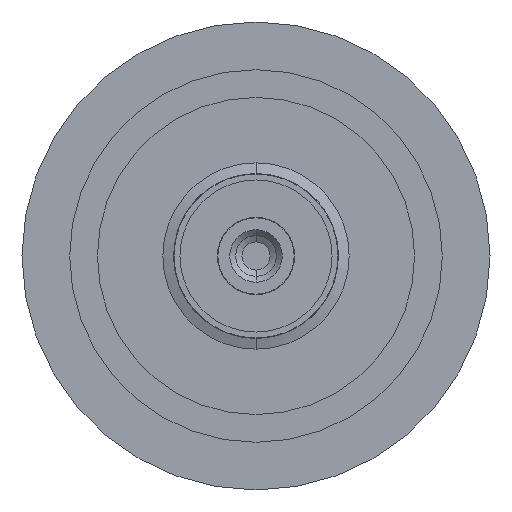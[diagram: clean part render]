
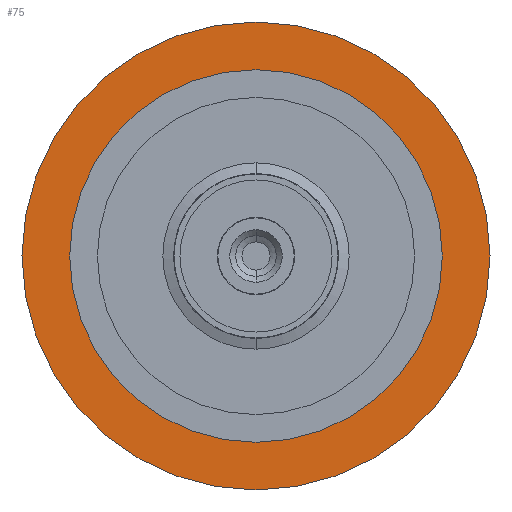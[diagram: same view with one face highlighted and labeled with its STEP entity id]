
A CAD part, front view. The second image highlights one B-rep face of the part: STEP entity #75.
In plain terms, the highlighted planar face has unit normal (0, -1, 0).
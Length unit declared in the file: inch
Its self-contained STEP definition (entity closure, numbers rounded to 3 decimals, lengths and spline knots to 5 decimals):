
#75 = ADVANCED_FACE ( 'NONE', ( #2040, #3069 ), #2496, .F. ) ;
#557 = CARTESIAN_POINT ( 'NONE',  ( 0., 0.52221, 0. ) ) ;
#558 = DIRECTION ( 'NONE',  ( 0., 1., 0. ) ) ;
#559 = DIRECTION ( 'NONE',  ( 0., 0., 1. ) ) ;
#610 = AXIS2_PLACEMENT_3D ( 'NONE', #557, #558, #559 ) ;
#769 = EDGE_CURVE ( 'NONE', #1702, #1699, #3062, .T. ) ;
#771 = EDGE_CURVE ( 'NONE', #1695, #1694, #2919, .T. ) ;
#777 = AXIS2_PLACEMENT_3D ( 'NONE', #963, #964, #965 ) ;
#797 = AXIS2_PLACEMENT_3D ( 'NONE', #893, #894, #895 ) ;
#799 = AXIS2_PLACEMENT_3D ( 'NONE', #887, #888, #889 ) ;
#887 = CARTESIAN_POINT ( 'NONE',  ( 0., 0.52221, 0. ) ) ;
#888 = DIRECTION ( 'NONE',  ( 0., -1., 0. ) ) ;
#889 = DIRECTION ( 'NONE',  ( 0., 0., 1. ) ) ;
#893 = CARTESIAN_POINT ( 'NONE',  ( 0., 0.52221, 0. ) ) ;
#894 = DIRECTION ( 'NONE',  ( 0., 1., 0. ) ) ;
#895 = DIRECTION ( 'NONE',  ( 0., 0., 1. ) ) ;
#963 = CARTESIAN_POINT ( 'NONE',  ( 0., 0.52221, 0. ) ) ;
#964 = DIRECTION ( 'NONE',  ( 0., -1., 0. ) ) ;
#965 = DIRECTION ( 'NONE',  ( 0., 0., 1. ) ) ;
#1158 = EDGE_CURVE ( 'NONE', #1699, #1702, #2928, .T. ) ;
#1462 = ORIENTED_EDGE ( 'NONE', *, *, #771, .F. ) ;
#1463 = ORIENTED_EDGE ( 'NONE', *, *, #3808, .F. ) ;
#1464 = ORIENTED_EDGE ( 'NONE', *, *, #769, .F. ) ;
#1465 = ORIENTED_EDGE ( 'NONE', *, *, #1158, .F. ) ;
#1694 = VERTEX_POINT ( 'NONE', #3386 ) ;
#1695 = VERTEX_POINT ( 'NONE', #3387 ) ;
#1699 = VERTEX_POINT ( 'NONE', #3391 ) ;
#1702 = VERTEX_POINT ( 'NONE', #3394 ) ;
#2040 = FACE_BOUND ( 'NONE', #2246, .T. ) ;
#2242 = EDGE_LOOP ( 'NONE', ( #1463, #1462 ) ) ;
#2246 = EDGE_LOOP ( 'NONE', ( #1465, #1464 ) ) ;
#2486 = DIRECTION ( 'NONE',  ( 0., 0., 1. ) ) ;
#2487 = DIRECTION ( 'NONE',  ( 0., 1., 0. ) ) ;
#2493 = CARTESIAN_POINT ( 'NONE',  ( 0.785, 0.52221, 0. ) ) ;
#2496 = PLANE ( 'NONE',  #2537 ) ;
#2537 = AXIS2_PLACEMENT_3D ( 'NONE', #2493, #2487, #2486 ) ;
#2615 = CIRCLE ( 'NONE', #610, 0.785 ) ;
#2919 = CIRCLE ( 'NONE', #797, 0.785 ) ;
#2928 = CIRCLE ( 'NONE', #777, 0.625 ) ;
#3062 = CIRCLE ( 'NONE', #799, 0.625 ) ;
#3069 = FACE_OUTER_BOUND ( 'NONE', #2242, .T. ) ;
#3386 = CARTESIAN_POINT ( 'NONE',  ( 0., 0.52221, 0.785 ) ) ;
#3387 = CARTESIAN_POINT ( 'NONE',  ( 0., 0.52221, -0.785 ) ) ;
#3391 = CARTESIAN_POINT ( 'NONE',  ( 0., 0.52221, 0.625 ) ) ;
#3394 = CARTESIAN_POINT ( 'NONE',  ( 0., 0.52221, -0.625 ) ) ;
#3808 = EDGE_CURVE ( 'NONE', #1694, #1695, #2615, .T. ) ;
